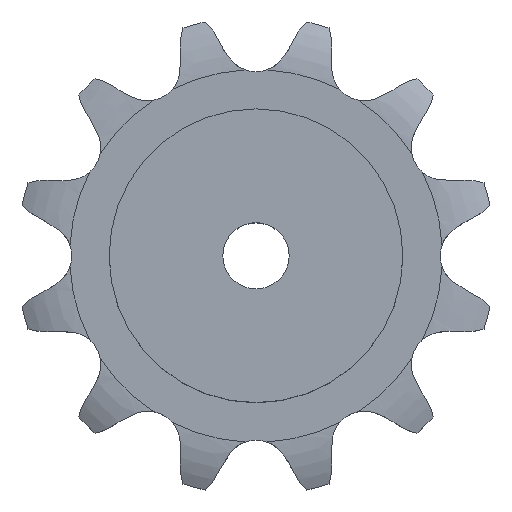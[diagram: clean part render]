
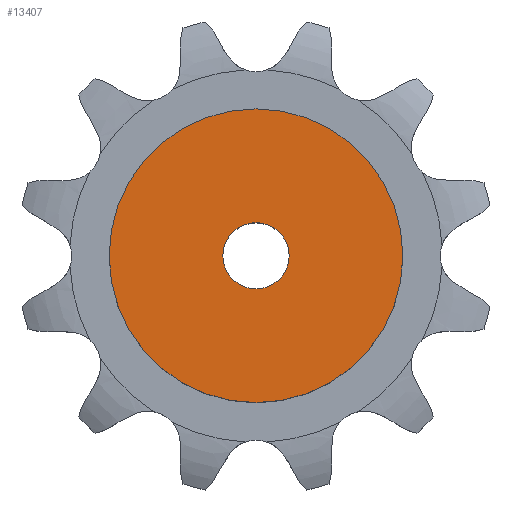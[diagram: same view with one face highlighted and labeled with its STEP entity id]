
A CAD part, top view. The second image highlights one B-rep face of the part: STEP entity #13407.
In plain terms, the highlighted planar face has unit normal (0, 0, 1).
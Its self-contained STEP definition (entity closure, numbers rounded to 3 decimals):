
#2121 = CYLINDRICAL_SURFACE('',#2122,66.5);
#2122 = AXIS2_PLACEMENT_3D('',#2123,#2124,#2125);
#2123 = CARTESIAN_POINT('',(0.,0.,0.));
#2124 = DIRECTION('',(-0.,-0.,-1.));
#2125 = DIRECTION('',(1.,0.,0.));
#8804 = VERTEX_POINT('',#8805);
#8805 = CARTESIAN_POINT('',(66.5,0.,80.));
#8826 = EDGE_CURVE('',#8804,#8804,#8827,.T.);
#8827 = SURFACE_CURVE('',#8828,(#8833,#8840),.PCURVE_S1.);
#8828 = CIRCLE('',#8829,66.5);
#8829 = AXIS2_PLACEMENT_3D('',#8830,#8831,#8832);
#8830 = CARTESIAN_POINT('',(0.,0.,80.));
#8831 = DIRECTION('',(0.,0.,1.));
#8832 = DIRECTION('',(1.,0.,0.));
#8833 = PCURVE('',#2121,#8834);
#8834 = DEFINITIONAL_REPRESENTATION('',(#8835),#8839);
#8835 = LINE('',#8836,#8837);
#8836 = CARTESIAN_POINT('',(-0.,-80.));
#8837 = VECTOR('',#8838,1.);
#8838 = DIRECTION('',(-1.,0.));
#8839 = ( GEOMETRIC_REPRESENTATION_CONTEXT(2) 
PARAMETRIC_REPRESENTATION_CONTEXT() REPRESENTATION_CONTEXT('2D SPACE',''
  ) );
#8840 = PCURVE('',#8841,#8846);
#8841 = PLANE('',#8842);
#8842 = AXIS2_PLACEMENT_3D('',#8843,#8844,#8845);
#8843 = CARTESIAN_POINT('',(0.,0.,80.)
  );
#8844 = DIRECTION('',(0.,0.,1.));
#8845 = DIRECTION('',(1.,0.,0.));
#8846 = DEFINITIONAL_REPRESENTATION('',(#8847),#8851);
#8847 = CIRCLE('',#8848,66.5);
#8848 = AXIS2_PLACEMENT_2D('',#8849,#8850);
#8849 = CARTESIAN_POINT('',(0.,0.));
#8850 = DIRECTION('',(1.,0.));
#8851 = ( GEOMETRIC_REPRESENTATION_CONTEXT(2) 
PARAMETRIC_REPRESENTATION_CONTEXT() REPRESENTATION_CONTEXT('2D SPACE',''
  ) );
#11537 = CYLINDRICAL_SURFACE('',#11538,15.);
#11538 = AXIS2_PLACEMENT_3D('',#11539,#11540,#11541);
#11539 = CARTESIAN_POINT('',(0.,0.,380.976));
#11540 = DIRECTION('',(0.,0.,1.));
#11541 = DIRECTION('',(1.,0.,0.));
#13407 = ADVANCED_FACE('',(#13408,#13411),#8841,.T.);
#13408 = FACE_BOUND('',#13409,.T.);
#13409 = EDGE_LOOP('',(#13410));
#13410 = ORIENTED_EDGE('',*,*,#8826,.T.);
#13411 = FACE_BOUND('',#13412,.T.);
#13412 = EDGE_LOOP('',(#13413));
#13413 = ORIENTED_EDGE('',*,*,#13414,.F.);
#13414 = EDGE_CURVE('',#13415,#13415,#13417,.T.);
#13415 = VERTEX_POINT('',#13416);
#13416 = CARTESIAN_POINT('',(15.,0.,80.));
#13417 = SURFACE_CURVE('',#13418,(#13423,#13430),.PCURVE_S1.);
#13418 = CIRCLE('',#13419,15.);
#13419 = AXIS2_PLACEMENT_3D('',#13420,#13421,#13422);
#13420 = CARTESIAN_POINT('',(0.,0.,80.));
#13421 = DIRECTION('',(0.,0.,1.));
#13422 = DIRECTION('',(1.,0.,0.));
#13423 = PCURVE('',#8841,#13424);
#13424 = DEFINITIONAL_REPRESENTATION('',(#13425),#13429);
#13425 = CIRCLE('',#13426,15.);
#13426 = AXIS2_PLACEMENT_2D('',#13427,#13428);
#13427 = CARTESIAN_POINT('',(0.,0.));
#13428 = DIRECTION('',(1.,0.));
#13429 = ( GEOMETRIC_REPRESENTATION_CONTEXT(2) 
PARAMETRIC_REPRESENTATION_CONTEXT() REPRESENTATION_CONTEXT('2D SPACE',''
  ) );
#13430 = PCURVE('',#11537,#13431);
#13431 = DEFINITIONAL_REPRESENTATION('',(#13432),#13436);
#13432 = LINE('',#13433,#13434);
#13433 = CARTESIAN_POINT('',(0.,-300.976));
#13434 = VECTOR('',#13435,1.);
#13435 = DIRECTION('',(1.,0.));
#13436 = ( GEOMETRIC_REPRESENTATION_CONTEXT(2) 
PARAMETRIC_REPRESENTATION_CONTEXT() REPRESENTATION_CONTEXT('2D SPACE',''
  ) );
